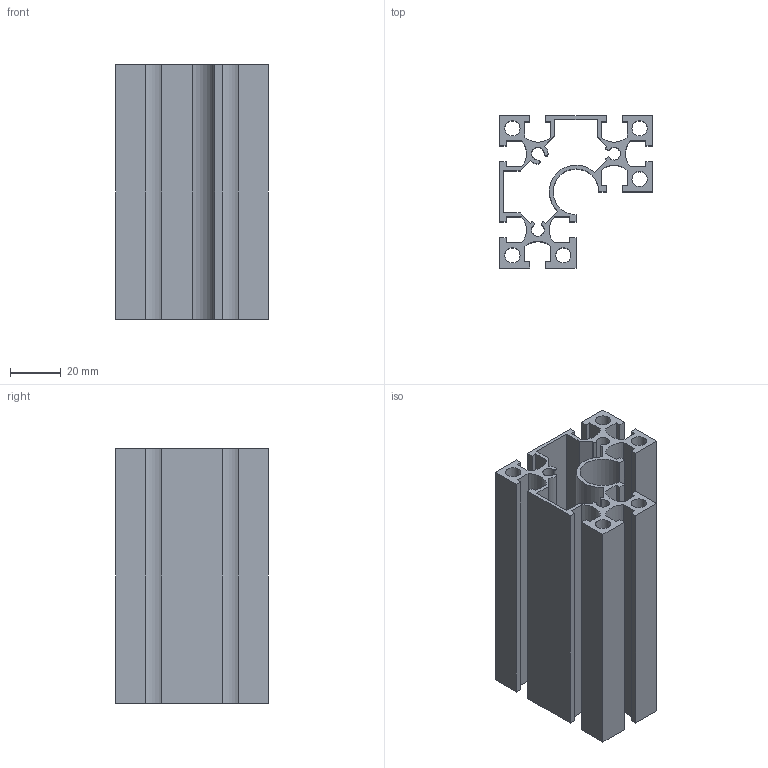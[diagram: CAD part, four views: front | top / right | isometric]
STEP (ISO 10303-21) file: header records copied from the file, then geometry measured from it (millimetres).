
FILE_DESCRIPTION((''),'2;1');
FILE_NAME('AF6630-6.stp','2009-09-01T08:41:56',('Administrator'),(''),'Autodesk Inventor 2008','Autodesk Inventor 2008','');
FILE_SCHEMA(('AUTOMOTIVE_DESIGN { 1 0 10303 214 1 1 1 1 }'));
Length unit declared in the file: millimetre
Products named in the file (1): AF6630-6
Bounding box: 60 x 60 x 100 mm (x, y, z)
Volume: 78894.8 mm3; surface area: 77141.9 mm2
Topology: 1 solids, 1 shells, 106 faces, 312 edges, 208 vertices
Faces by surface type: plane 80, cylinder 26
Full cylindrical faces by diameter (mm): 6 x5
Entity records: 3533 total; most frequent: CARTESIAN_POINT 622, ORIENTED_EDGE 614, DIRECTION 573, EDGE_CURVE 307, VECTOR 255, LINE 255, VERTEX_POINT 208, AXIS2_PLACEMENT_3D 159
